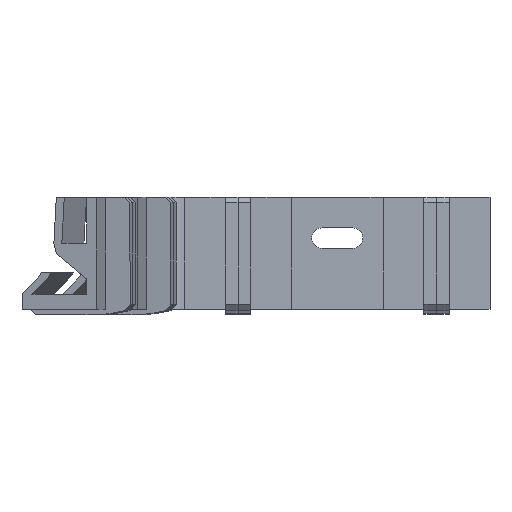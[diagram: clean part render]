
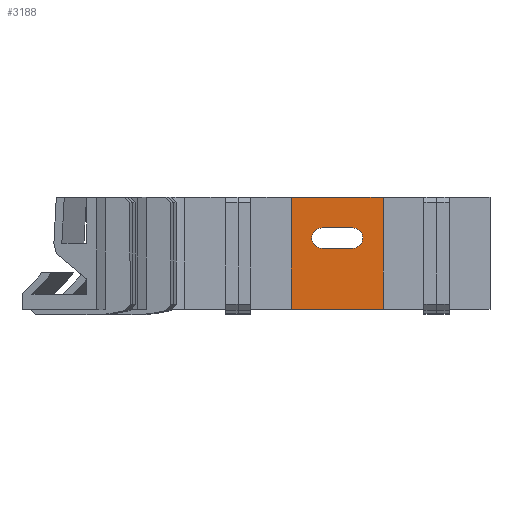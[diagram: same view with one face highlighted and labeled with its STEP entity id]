
A CAD part, front view. The second image highlights one B-rep face of the part: STEP entity #3188.
In plain terms, the highlighted planar face has unit normal (0.001, -1, 0).
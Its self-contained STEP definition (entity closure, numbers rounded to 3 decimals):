
#2912 = VERTEX_POINT('',#2913);
#2913 = CARTESIAN_POINT('',(3.,0.,16.));
#2920 = CYLINDRICAL_SURFACE('',#2921,2.);
#2921 = AXIS2_PLACEMENT_3D('',#2922,#2923,#2924);
#2922 = CARTESIAN_POINT('',(3.,24.,14.));
#2923 = DIRECTION('',(-0.,1.,0.));
#2924 = DIRECTION('',(0.,0.,-1.));
#2932 = PLANE('',#2933);
#2933 = AXIS2_PLACEMENT_3D('',#2934,#2935,#2936);
#2934 = CARTESIAN_POINT('',(3.,24.,16.));
#2935 = DIRECTION('',(0.,0.,-1.));
#2936 = DIRECTION('',(-1.,0.,-0.));
#2974 = VERTEX_POINT('',#2975);
#2975 = CARTESIAN_POINT('',(3.,0.,12.));
#2989 = PLANE('',#2990);
#2990 = AXIS2_PLACEMENT_3D('',#2991,#2992,#2993);
#2991 = CARTESIAN_POINT('',(-3.,24.,12.));
#2992 = DIRECTION('',(0.,0.,1.));
#2993 = DIRECTION('',(1.,0.,0.));
#3001 = EDGE_CURVE('',#2912,#2974,#3002,.T.);
#3002 = SURFACE_CURVE('',#3003,(#3008,#3015),.PCURVE_S1.);
#3003 = CIRCLE('',#3004,2.);
#3004 = AXIS2_PLACEMENT_3D('',#3005,#3006,#3007);
#3005 = CARTESIAN_POINT('',(3.,0.,14.));
#3006 = DIRECTION('',(0.,1.,0.));
#3007 = DIRECTION('',(0.,0.,-1.));
#3008 = PCURVE('',#2920,#3009);
#3009 = DEFINITIONAL_REPRESENTATION('',(#3010),#3014);
#3010 = LINE('',#3011,#3012);
#3011 = CARTESIAN_POINT('',(-6.283,-24.));
#3012 = VECTOR('',#3013,1.);
#3013 = DIRECTION('',(1.,-0.));
#3014 = ( GEOMETRIC_REPRESENTATION_CONTEXT(2) 
PARAMETRIC_REPRESENTATION_CONTEXT() REPRESENTATION_CONTEXT('2D SPACE',''
  ) );
#3015 = PCURVE('',#3016,#3021);
#3016 = PLANE('',#3017);
#3017 = AXIS2_PLACEMENT_3D('',#3018,#3019,#3020);
#3018 = CARTESIAN_POINT('',(0.,0.,0.));
#3019 = DIRECTION('',(0.,1.,-0.));
#3020 = DIRECTION('',(0.,0.,1.));
#3021 = DEFINITIONAL_REPRESENTATION('',(#3022),#3026);
#3022 = CIRCLE('',#3023,2.);
#3023 = AXIS2_PLACEMENT_2D('',#3024,#3025);
#3024 = CARTESIAN_POINT('',(14.,3.));
#3025 = DIRECTION('',(-1.,0.));
#3026 = ( GEOMETRIC_REPRESENTATION_CONTEXT(2) 
PARAMETRIC_REPRESENTATION_CONTEXT() REPRESENTATION_CONTEXT('2D SPACE',''
  ) );
#3034 = VERTEX_POINT('',#3035);
#3035 = CARTESIAN_POINT('',(-3.,0.,16.));
#3049 = CYLINDRICAL_SURFACE('',#3050,2.);
#3050 = AXIS2_PLACEMENT_3D('',#3051,#3052,#3053);
#3051 = CARTESIAN_POINT('',(-3.,24.,14.));
#3052 = DIRECTION('',(-0.,1.,0.));
#3053 = DIRECTION('',(0.,0.,1.));
#3088 = EDGE_CURVE('',#2912,#3034,#3089,.T.);
#3089 = SURFACE_CURVE('',#3090,(#3094,#3100),.PCURVE_S1.);
#3090 = LINE('',#3091,#3092);
#3091 = CARTESIAN_POINT('',(1.5,0.,16.));
#3092 = VECTOR('',#3093,1.);
#3093 = DIRECTION('',(-1.,0.,0.));
#3094 = PCURVE('',#2932,#3095);
#3095 = DEFINITIONAL_REPRESENTATION('',(#3096),#3099);
#3096 = B_SPLINE_CURVE_WITH_KNOTS('',1,(#3097,#3098),.UNSPECIFIED.,.F.,
  .F.,(2,2),(-1.5,4.5),.PIECEWISE_BEZIER_KNOTS.);
#3097 = CARTESIAN_POINT('',(0.,-24.));
#3098 = CARTESIAN_POINT('',(6.,-24.));
#3099 = ( GEOMETRIC_REPRESENTATION_CONTEXT(2) 
PARAMETRIC_REPRESENTATION_CONTEXT() REPRESENTATION_CONTEXT('2D SPACE',''
  ) );
#3100 = PCURVE('',#3016,#3101);
#3101 = DEFINITIONAL_REPRESENTATION('',(#3102),#3105);
#3102 = B_SPLINE_CURVE_WITH_KNOTS('',1,(#3103,#3104),.UNSPECIFIED.,.F.,
  .F.,(2,2),(-1.5,4.5),.PIECEWISE_BEZIER_KNOTS.);
#3103 = CARTESIAN_POINT('',(16.,3.));
#3104 = CARTESIAN_POINT('',(16.,-3.));
#3105 = ( GEOMETRIC_REPRESENTATION_CONTEXT(2) 
PARAMETRIC_REPRESENTATION_CONTEXT() REPRESENTATION_CONTEXT('2D SPACE',''
  ) );
#3188 = ADVANCED_FACE('',(#3189,#3303),#3016,.F.);
#3189 = FACE_BOUND('',#3190,.F.);
#3190 = EDGE_LOOP('',(#3191,#3221,#3249,#3277));
#3191 = ORIENTED_EDGE('',*,*,#3192,.F.);
#3192 = EDGE_CURVE('',#3193,#3195,#3197,.T.);
#3193 = VERTEX_POINT('',#3194);
#3194 = CARTESIAN_POINT('',(-9.,0.,0.));
#3195 = VERTEX_POINT('',#3196);
#3196 = CARTESIAN_POINT('',(9.,0.,0.));
#3197 = SURFACE_CURVE('',#3198,(#3202,#3209),.PCURVE_S1.);
#3198 = LINE('',#3199,#3200);
#3199 = CARTESIAN_POINT('',(-9.,0.,0.));
#3200 = VECTOR('',#3201,1.);
#3201 = DIRECTION('',(1.,0.,0.));
#3202 = PCURVE('',#3016,#3203);
#3203 = DEFINITIONAL_REPRESENTATION('',(#3204),#3208);
#3204 = LINE('',#3205,#3206);
#3205 = CARTESIAN_POINT('',(0.,-9.));
#3206 = VECTOR('',#3207,1.);
#3207 = DIRECTION('',(0.,1.));
#3208 = ( GEOMETRIC_REPRESENTATION_CONTEXT(2) 
PARAMETRIC_REPRESENTATION_CONTEXT() REPRESENTATION_CONTEXT('2D SPACE',''
  ) );
#3209 = PCURVE('',#3210,#3215);
#3210 = PLANE('',#3211);
#3211 = AXIS2_PLACEMENT_3D('',#3212,#3213,#3214);
#3212 = CARTESIAN_POINT('',(0.,15.,0.));
#3213 = DIRECTION('',(0.,0.,1.));
#3214 = DIRECTION('',(0.,-1.,0.));
#3215 = DEFINITIONAL_REPRESENTATION('',(#3216),#3220);
#3216 = LINE('',#3217,#3218);
#3217 = CARTESIAN_POINT('',(15.,-9.));
#3218 = VECTOR('',#3219,1.);
#3219 = DIRECTION('',(0.,1.));
#3220 = ( GEOMETRIC_REPRESENTATION_CONTEXT(2) 
PARAMETRIC_REPRESENTATION_CONTEXT() REPRESENTATION_CONTEXT('2D SPACE',''
  ) );
#3221 = ORIENTED_EDGE('',*,*,#3222,.T.);
#3222 = EDGE_CURVE('',#3193,#3223,#3225,.T.);
#3223 = VERTEX_POINT('',#3224);
#3224 = CARTESIAN_POINT('',(-9.,0.,22.));
#3225 = SURFACE_CURVE('',#3226,(#3230,#3237),.PCURVE_S1.);
#3226 = LINE('',#3227,#3228);
#3227 = CARTESIAN_POINT('',(-9.,0.,0.));
#3228 = VECTOR('',#3229,1.);
#3229 = DIRECTION('',(0.,0.,1.));
#3230 = PCURVE('',#3016,#3231);
#3231 = DEFINITIONAL_REPRESENTATION('',(#3232),#3236);
#3232 = LINE('',#3233,#3234);
#3233 = CARTESIAN_POINT('',(0.,-9.));
#3234 = VECTOR('',#3235,1.);
#3235 = DIRECTION('',(1.,0.));
#3236 = ( GEOMETRIC_REPRESENTATION_CONTEXT(2) 
PARAMETRIC_REPRESENTATION_CONTEXT() REPRESENTATION_CONTEXT('2D SPACE',''
  ) );
#3237 = PCURVE('',#3238,#3243);
#3238 = PLANE('',#3239);
#3239 = AXIS2_PLACEMENT_3D('',#3240,#3241,#3242);
#3240 = CARTESIAN_POINT('',(-9.,4.162,7.662));
#3241 = DIRECTION('',(-1.,0.,0.));
#3242 = DIRECTION('',(0.,0.,1.));
#3243 = DEFINITIONAL_REPRESENTATION('',(#3244),#3248);
#3244 = LINE('',#3245,#3246);
#3245 = CARTESIAN_POINT('',(-7.662,-4.162));
#3246 = VECTOR('',#3247,1.);
#3247 = DIRECTION('',(1.,0.));
#3248 = ( GEOMETRIC_REPRESENTATION_CONTEXT(2) 
PARAMETRIC_REPRESENTATION_CONTEXT() REPRESENTATION_CONTEXT('2D SPACE',''
  ) );
#3249 = ORIENTED_EDGE('',*,*,#3250,.F.);
#3250 = EDGE_CURVE('',#3251,#3223,#3253,.T.);
#3251 = VERTEX_POINT('',#3252);
#3252 = CARTESIAN_POINT('',(9.,0.,22.));
#3253 = SURFACE_CURVE('',#3254,(#3258,#3265),.PCURVE_S1.);
#3254 = LINE('',#3255,#3256);
#3255 = CARTESIAN_POINT('',(9.,0.,22.));
#3256 = VECTOR('',#3257,1.);
#3257 = DIRECTION('',(-1.,0.,0.));
#3258 = PCURVE('',#3016,#3259);
#3259 = DEFINITIONAL_REPRESENTATION('',(#3260),#3264);
#3260 = LINE('',#3261,#3262);
#3261 = CARTESIAN_POINT('',(22.,9.));
#3262 = VECTOR('',#3263,1.);
#3263 = DIRECTION('',(0.,-1.));
#3264 = ( GEOMETRIC_REPRESENTATION_CONTEXT(2) 
PARAMETRIC_REPRESENTATION_CONTEXT() REPRESENTATION_CONTEXT('2D SPACE',''
  ) );
#3265 = PCURVE('',#3266,#3271);
#3266 = PLANE('',#3267);
#3267 = AXIS2_PLACEMENT_3D('',#3268,#3269,#3270);
#3268 = CARTESIAN_POINT('',(0.,0.,22.));
#3269 = DIRECTION('',(0.,0.,-1.));
#3270 = DIRECTION('',(0.,1.,0.));
#3271 = DEFINITIONAL_REPRESENTATION('',(#3272),#3276);
#3272 = LINE('',#3273,#3274);
#3273 = CARTESIAN_POINT('',(0.,9.));
#3274 = VECTOR('',#3275,1.);
#3275 = DIRECTION('',(0.,-1.));
#3276 = ( GEOMETRIC_REPRESENTATION_CONTEXT(2) 
PARAMETRIC_REPRESENTATION_CONTEXT() REPRESENTATION_CONTEXT('2D SPACE',''
  ) );
#3277 = ORIENTED_EDGE('',*,*,#3278,.F.);
#3278 = EDGE_CURVE('',#3195,#3251,#3279,.T.);
#3279 = SURFACE_CURVE('',#3280,(#3284,#3291),.PCURVE_S1.);
#3280 = LINE('',#3281,#3282);
#3281 = CARTESIAN_POINT('',(9.,0.,0.));
#3282 = VECTOR('',#3283,1.);
#3283 = DIRECTION('',(0.,0.,1.));
#3284 = PCURVE('',#3016,#3285);
#3285 = DEFINITIONAL_REPRESENTATION('',(#3286),#3290);
#3286 = LINE('',#3287,#3288);
#3287 = CARTESIAN_POINT('',(0.,9.));
#3288 = VECTOR('',#3289,1.);
#3289 = DIRECTION('',(1.,0.));
#3290 = ( GEOMETRIC_REPRESENTATION_CONTEXT(2) 
PARAMETRIC_REPRESENTATION_CONTEXT() REPRESENTATION_CONTEXT('2D SPACE',''
  ) );
#3291 = PCURVE('',#3292,#3297);
#3292 = PLANE('',#3293);
#3293 = AXIS2_PLACEMENT_3D('',#3294,#3295,#3296);
#3294 = CARTESIAN_POINT('',(9.,4.162,7.662));
#3295 = DIRECTION('',(-1.,0.,0.));
#3296 = DIRECTION('',(0.,0.,1.));
#3297 = DEFINITIONAL_REPRESENTATION('',(#3298),#3302);
#3298 = LINE('',#3299,#3300);
#3299 = CARTESIAN_POINT('',(-7.662,-4.162));
#3300 = VECTOR('',#3301,1.);
#3301 = DIRECTION('',(1.,0.));
#3302 = ( GEOMETRIC_REPRESENTATION_CONTEXT(2) 
PARAMETRIC_REPRESENTATION_CONTEXT() REPRESENTATION_CONTEXT('2D SPACE',''
  ) );
#3303 = FACE_BOUND('',#3304,.F.);
#3304 = EDGE_LOOP('',(#3305,#3306,#3307,#3331));
#3305 = ORIENTED_EDGE('',*,*,#3001,.F.);
#3306 = ORIENTED_EDGE('',*,*,#3088,.T.);
#3307 = ORIENTED_EDGE('',*,*,#3308,.F.);
#3308 = EDGE_CURVE('',#3309,#3034,#3311,.T.);
#3309 = VERTEX_POINT('',#3310);
#3310 = CARTESIAN_POINT('',(-3.,0.,12.));
#3311 = SURFACE_CURVE('',#3312,(#3317,#3324),.PCURVE_S1.);
#3312 = CIRCLE('',#3313,2.);
#3313 = AXIS2_PLACEMENT_3D('',#3314,#3315,#3316);
#3314 = CARTESIAN_POINT('',(-3.,0.,14.));
#3315 = DIRECTION('',(-0.,1.,0.));
#3316 = DIRECTION('',(0.,0.,1.));
#3317 = PCURVE('',#3016,#3318);
#3318 = DEFINITIONAL_REPRESENTATION('',(#3319),#3323);
#3319 = CIRCLE('',#3320,2.);
#3320 = AXIS2_PLACEMENT_2D('',#3321,#3322);
#3321 = CARTESIAN_POINT('',(14.,-3.));
#3322 = DIRECTION('',(1.,0.));
#3323 = ( GEOMETRIC_REPRESENTATION_CONTEXT(2) 
PARAMETRIC_REPRESENTATION_CONTEXT() REPRESENTATION_CONTEXT('2D SPACE',''
  ) );
#3324 = PCURVE('',#3049,#3325);
#3325 = DEFINITIONAL_REPRESENTATION('',(#3326),#3330);
#3326 = LINE('',#3327,#3328);
#3327 = CARTESIAN_POINT('',(-6.283,-24.));
#3328 = VECTOR('',#3329,1.);
#3329 = DIRECTION('',(1.,-0.));
#3330 = ( GEOMETRIC_REPRESENTATION_CONTEXT(2) 
PARAMETRIC_REPRESENTATION_CONTEXT() REPRESENTATION_CONTEXT('2D SPACE',''
  ) );
#3331 = ORIENTED_EDGE('',*,*,#3332,.T.);
#3332 = EDGE_CURVE('',#3309,#2974,#3333,.T.);
#3333 = SURFACE_CURVE('',#3334,(#3338,#3344),.PCURVE_S1.);
#3334 = LINE('',#3335,#3336);
#3335 = CARTESIAN_POINT('',(-1.5,0.,12.));
#3336 = VECTOR('',#3337,1.);
#3337 = DIRECTION('',(1.,-0.,0.));
#3338 = PCURVE('',#3016,#3339);
#3339 = DEFINITIONAL_REPRESENTATION('',(#3340),#3343);
#3340 = B_SPLINE_CURVE_WITH_KNOTS('',1,(#3341,#3342),.UNSPECIFIED.,.F.,
  .F.,(2,2),(-1.5,4.5),.PIECEWISE_BEZIER_KNOTS.);
#3341 = CARTESIAN_POINT('',(12.,-3.));
#3342 = CARTESIAN_POINT('',(12.,3.));
#3343 = ( GEOMETRIC_REPRESENTATION_CONTEXT(2) 
PARAMETRIC_REPRESENTATION_CONTEXT() REPRESENTATION_CONTEXT('2D SPACE',''
  ) );
#3344 = PCURVE('',#2989,#3345);
#3345 = DEFINITIONAL_REPRESENTATION('',(#3346),#3349);
#3346 = B_SPLINE_CURVE_WITH_KNOTS('',1,(#3347,#3348),.UNSPECIFIED.,.F.,
  .F.,(2,2),(-1.5,4.5),.PIECEWISE_BEZIER_KNOTS.);
#3347 = CARTESIAN_POINT('',(0.,-24.));
#3348 = CARTESIAN_POINT('',(6.,-24.));
#3349 = ( GEOMETRIC_REPRESENTATION_CONTEXT(2) 
PARAMETRIC_REPRESENTATION_CONTEXT() REPRESENTATION_CONTEXT('2D SPACE',''
  ) );
